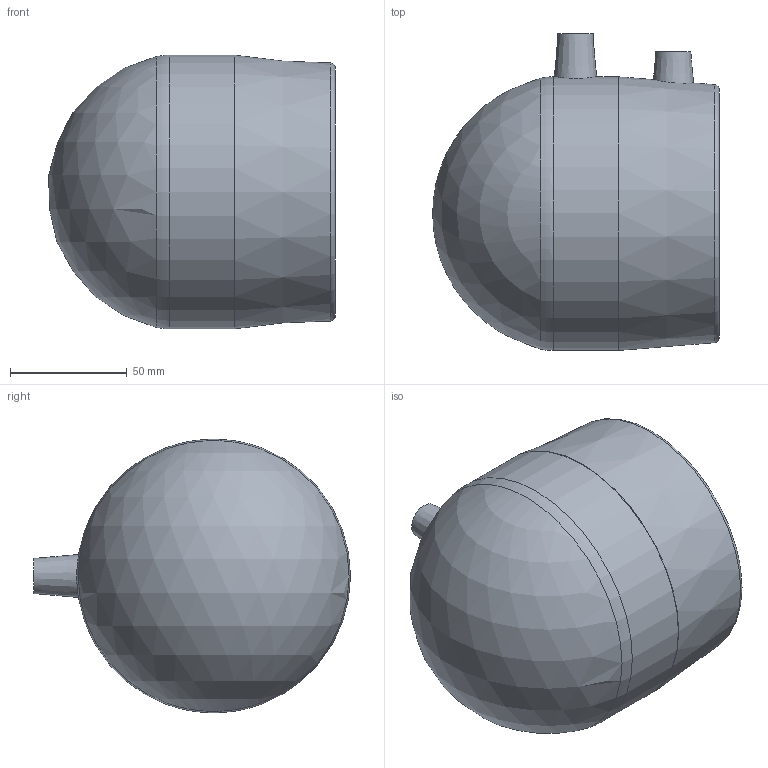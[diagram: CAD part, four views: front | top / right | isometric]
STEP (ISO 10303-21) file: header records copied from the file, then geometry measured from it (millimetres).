
FILE_DESCRIPTION(/* description */ ('PLASSON MONOLITHIC WELD END CAP FOR BALLON SADDLE 90'),/* implementation_level */ '2;1');
FILE_NAME(/* name */ '498304090.ipt.stp',/* time_stamp */ '2017-11-06T09:20:51+02:00',/* author */ ('Кирилл'),/* organization */ (''),/* preprocessor_version */ 'ST-DEVELOPER v15.6',/* originating_system */ 'Autodesk Inventor 2015',/* authorisation */ '');
FILE_SCHEMA (('AUTOMOTIVE_DESIGN { 1 0 10303 214 3 1 1 }'));
Length unit declared in the file: millimetre
Products named in the file (1): 498304090
Bounding box: 122.56 x 135.5 x 117 mm (x, y, z)
Volume: 489952.1 mm3; surface area: 82394.1 mm2
Topology: 1 solids, 1 shells, 49 faces, 111 edges, 70 vertices
Faces by surface type: plane 28, torus 8, cylinder 7, cone 4, sphere 2
Full cylindrical faces by diameter (mm): 4 x2, 10 x2, 90 x2, 117 x1
Entity records: 1336 total; most frequent: CARTESIAN_POINT 306, DIRECTION 222, ORIENTED_EDGE 174, AXIS2_PLACEMENT_3D 95, EDGE_CURVE 87, EDGE_LOOP 72, VERTEX_POINT 63, FACE_OUTER_BOUND 49
